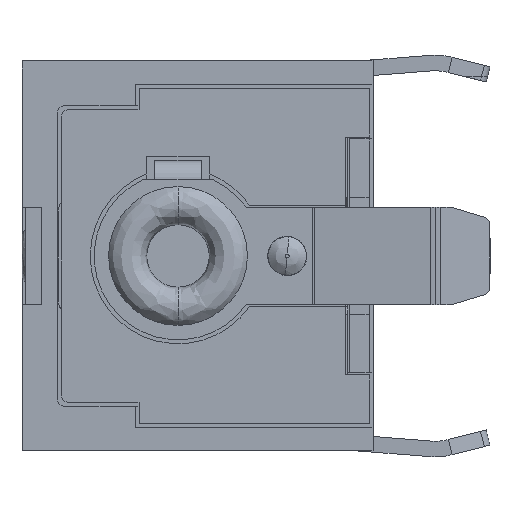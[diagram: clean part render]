
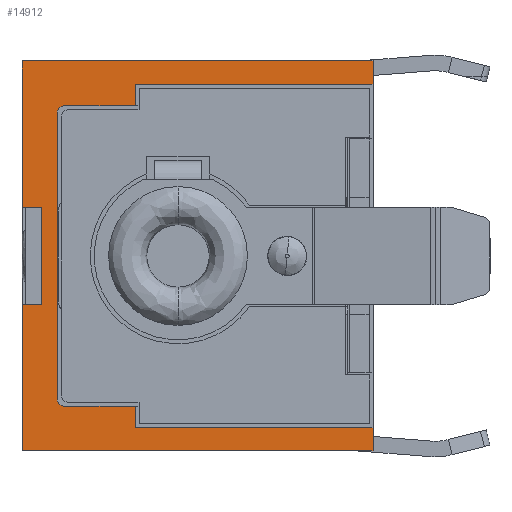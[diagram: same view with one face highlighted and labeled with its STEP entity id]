
A CAD part, left-side view. The second image highlights one B-rep face of the part: STEP entity #14912.
In plain terms, the highlighted planar face has unit normal (-1, 0, 0).
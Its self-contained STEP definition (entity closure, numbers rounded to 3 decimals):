
#339 = VERTEX_POINT ( 'NONE', #3353 ) ;
#470 = CARTESIAN_POINT ( 'NONE',  ( -1., 8.1, -3.65 ) ) ;
#531 = DIRECTION ( 'NONE',  ( 0., -1., 0. ) ) ;
#547 = DIRECTION ( 'NONE',  ( 0., 0., -1. ) ) ;
#724 = FACE_OUTER_BOUND ( 'NONE', #13186, .T. ) ;
#867 = CARTESIAN_POINT ( 'NONE',  ( -1., 0., 5.04 ) ) ;
#963 = VECTOR ( 'NONE', #5651, 1000. ) ;
#1050 = ORIENTED_EDGE ( 'NONE', *, *, #20684, .T. ) ;
#1180 = LINE ( 'NONE', #867, #963 ) ;
#1656 = VECTOR ( 'NONE', #15980, 1000. ) ;
#1908 = CARTESIAN_POINT ( 'NONE',  ( -1., -0.18, -1.25 ) ) ;
#2241 = EDGE_CURVE ( 'NONE', #8951, #19138, #14144, .T. ) ;
#2423 = AXIS2_PLACEMENT_3D ( 'NONE', #3694, #15202, #15001 ) ;
#2452 = LINE ( 'NONE', #4056, #9444 ) ;
#2660 = CARTESIAN_POINT ( 'NONE',  ( -1., 8.5, 4.264 ) ) ;
#2678 = DIRECTION ( 'NONE',  ( 0., 1., 0. ) ) ;
#2898 = ORIENTED_EDGE ( 'NONE', *, *, #9437, .F. ) ;
#2958 = DIRECTION ( 'NONE',  ( 0., -1., 0. ) ) ;
#3100 = VERTEX_POINT ( 'NONE', #8662 ) ;
#3236 = VECTOR ( 'NONE', #3995, 1000. ) ;
#3353 = CARTESIAN_POINT ( 'NONE',  ( -1., 0., 5. ) ) ;
#3407 = LINE ( 'NONE', #1908, #6834 ) ;
#3413 = CARTESIAN_POINT ( 'NONE',  ( -1., 9., -5. ) ) ;
#3440 = CARTESIAN_POINT ( 'NONE',  ( -1., 6.1, -4.4 ) ) ;
#3533 = LINE ( 'NONE', #8515, #12102 ) ;
#3569 = EDGE_CURVE ( 'NONE', #4408, #11269, #2452, .T. ) ;
#3694 = CARTESIAN_POINT ( 'NONE',  ( -1., 7.9, 3.65 ) ) ;
#3791 = CARTESIAN_POINT ( 'NONE',  ( -1., -0.18, 5. ) ) ;
#3792 = VECTOR ( 'NONE', #547, 1000. ) ;
#3870 = CARTESIAN_POINT ( 'NONE',  ( -1., 9., 1.25 ) ) ;
#3995 = DIRECTION ( 'NONE',  ( 0., -1., 0. ) ) ;
#4031 = CARTESIAN_POINT ( 'NONE',  ( -1., -0.18, 3.85 ) ) ;
#4056 = CARTESIAN_POINT ( 'NONE',  ( -1., -0.18, -4.4 ) ) ;
#4075 = VERTEX_POINT ( 'NONE', #19854 ) ;
#4143 = ORIENTED_EDGE ( 'NONE', *, *, #14603, .F. ) ;
#4408 = VERTEX_POINT ( 'NONE', #3440 ) ;
#4729 = ORIENTED_EDGE ( 'NONE', *, *, #7095, .F. ) ;
#4879 = VERTEX_POINT ( 'NONE', #8936 ) ;
#5339 = LINE ( 'NONE', #8731, #3792 ) ;
#5584 = CARTESIAN_POINT ( 'NONE',  ( -1., 8.1, 5.2 ) ) ;
#5651 = DIRECTION ( 'NONE',  ( 0., 0., 1. ) ) ;
#5659 = LINE ( 'NONE', #2660, #11472 ) ;
#5690 = CARTESIAN_POINT ( 'NONE',  ( -1., -0.18, -5. ) ) ;
#5797 = CARTESIAN_POINT ( 'NONE',  ( -1., 9., -1.25 ) ) ;
#5855 = VECTOR ( 'NONE', #14892, 1000. ) ;
#5999 = ORIENTED_EDGE ( 'NONE', *, *, #8289, .F. ) ;
#6067 = CARTESIAN_POINT ( 'NONE',  ( -1., 7.9, 3.85 ) ) ;
#6220 = EDGE_CURVE ( 'NONE', #7937, #10519, #5339, .T. ) ;
#6309 = EDGE_CURVE ( 'NONE', #18009, #9875, #8536, .T. ) ;
#6560 = EDGE_CURVE ( 'NONE', #19138, #4879, #3407, .T. ) ;
#6673 = EDGE_CURVE ( 'NONE', #3100, #8951, #7286, .T. ) ;
#6692 = CARTESIAN_POINT ( 'NONE',  ( -1., 6.1, 4.4 ) ) ;
#6817 = CARTESIAN_POINT ( 'NONE',  ( -1., 0., -4.4 ) ) ;
#6834 = VECTOR ( 'NONE', #8299, 1000. ) ;
#6875 = ORIENTED_EDGE ( 'NONE', *, *, #3569, .F. ) ;
#6923 = CARTESIAN_POINT ( 'NONE',  ( -1., 9.025, 1.25 ) ) ;
#7095 = EDGE_CURVE ( 'NONE', #14824, #7937, #18770, .T. ) ;
#7097 = ORIENTED_EDGE ( 'NONE', *, *, #6220, .F. ) ;
#7201 = PLANE ( 'NONE',  #14876 ) ;
#7286 = LINE ( 'NONE', #5690, #20826 ) ;
#7937 = VERTEX_POINT ( 'NONE', #6692 ) ;
#7991 = EDGE_CURVE ( 'NONE', #10519, #16635, #9249, .T. ) ;
#8042 = ORIENTED_EDGE ( 'NONE', *, *, #6560, .F. ) ;
#8245 = ORIENTED_EDGE ( 'NONE', *, *, #17637, .T. ) ;
#8289 = EDGE_CURVE ( 'NONE', #9875, #10958, #15107, .T. ) ;
#8299 = DIRECTION ( 'NONE',  ( 0., -1., 0. ) ) ;
#8378 = CARTESIAN_POINT ( 'NONE',  ( -1., 9., 5.2 ) ) ;
#8515 = CARTESIAN_POINT ( 'NONE',  ( -1., -0.18, -3.85 ) ) ;
#8536 = LINE ( 'NONE', #6923, #20441 ) ;
#8662 = CARTESIAN_POINT ( 'NONE',  ( -1., 0., -5. ) ) ;
#8731 = CARTESIAN_POINT ( 'NONE',  ( -1., 6.1, 5.2 ) ) ;
#8772 = CARTESIAN_POINT ( 'NONE',  ( -1., 6.1, 3.85 ) ) ;
#8809 = DIRECTION ( 'NONE',  ( 0., 0., 1. ) ) ;
#8813 = EDGE_CURVE ( 'NONE', #14824, #339, #1180, .T. ) ;
#8936 = CARTESIAN_POINT ( 'NONE',  ( -1., 8.5, -1.25 ) ) ;
#8951 = VERTEX_POINT ( 'NONE', #3413 ) ;
#9052 = EDGE_CURVE ( 'NONE', #4075, #10392, #3533, .T. ) ;
#9249 = LINE ( 'NONE', #4031, #18441 ) ;
#9437 = EDGE_CURVE ( 'NONE', #14481, #19422, #16991, .T. ) ;
#9444 = VECTOR ( 'NONE', #18535, 1000. ) ;
#9655 = CARTESIAN_POINT ( 'NONE',  ( -1., 6.1, -3.85 ) ) ;
#9875 = VERTEX_POINT ( 'NONE', #3870 ) ;
#9897 = EDGE_CURVE ( 'NONE', #4075, #19422, #11039, .T. ) ;
#10031 = AXIS2_PLACEMENT_3D ( 'NONE', #12679, #14265, #2958 ) ;
#10392 = VERTEX_POINT ( 'NONE', #9655 ) ;
#10427 = DIRECTION ( 'NONE',  ( 0., 1., 0. ) ) ;
#10519 = VERTEX_POINT ( 'NONE', #8772 ) ;
#10569 = DIRECTION ( 'NONE',  ( 0., 0., 1. ) ) ;
#10610 = EDGE_CURVE ( 'NONE', #10958, #339, #16684, .T. ) ;
#10687 = CARTESIAN_POINT ( 'NONE',  ( -1., -0.18, 4.4 ) ) ;
#10958 = VERTEX_POINT ( 'NONE', #17167 ) ;
#11039 = CIRCLE ( 'NONE', #10031, 0.2 ) ;
#11269 = VERTEX_POINT ( 'NONE', #6817 ) ;
#11293 = CARTESIAN_POINT ( 'NONE',  ( -1., 0., -2.96 ) ) ;
#11472 = VECTOR ( 'NONE', #10569, 1000. ) ;
#11592 = CARTESIAN_POINT ( 'NONE',  ( -1., 8.5, 1.25 ) ) ;
#12102 = VECTOR ( 'NONE', #531, 1000. ) ;
#12346 = VECTOR ( 'NONE', #2678, 1000. ) ;
#12537 = ORIENTED_EDGE ( 'NONE', *, *, #9897, .T. ) ;
#12679 = CARTESIAN_POINT ( 'NONE',  ( -1., 7.9, -3.65 ) ) ;
#13151 = ORIENTED_EDGE ( 'NONE', *, *, #7991, .F. ) ;
#13186 = EDGE_LOOP ( 'NONE', ( #14686, #8042, #20660, #16177, #8245, #6875, #4143, #19117, #12537, #2898, #1050, #13151, #7097, #4729, #17453, #17067, #5999, #16983 ) ) ;
#13256 = DIRECTION ( 'NONE',  ( 0., 0., -1. ) ) ;
#14139 = VECTOR ( 'NONE', #18474, 1000. ) ;
#14144 = LINE ( 'NONE', #18916, #19711 ) ;
#14265 = DIRECTION ( 'NONE',  ( 1., 0., 0. ) ) ;
#14480 = LINE ( 'NONE', #20638, #16403 ) ;
#14481 = VERTEX_POINT ( 'NONE', #18831 ) ;
#14603 = EDGE_CURVE ( 'NONE', #10392, #4408, #14480, .T. ) ;
#14686 = ORIENTED_EDGE ( 'NONE', *, *, #15220, .F. ) ;
#14824 = VERTEX_POINT ( 'NONE', #15424 ) ;
#14876 = AXIS2_PLACEMENT_3D ( 'NONE', #16457, #19528, #13256 ) ;
#14892 = DIRECTION ( 'NONE',  ( 0., 0., 1. ) ) ;
#14912 = ADVANCED_FACE ( 'NONE', ( #724 ), #7201, .F. ) ;
#15001 = DIRECTION ( 'NONE',  ( 0., 0., 1. ) ) ;
#15107 = LINE ( 'NONE', #8378, #5855 ) ;
#15202 = DIRECTION ( 'NONE',  ( 1., 0., 0. ) ) ;
#15220 = EDGE_CURVE ( 'NONE', #4879, #18009, #5659, .T. ) ;
#15424 = CARTESIAN_POINT ( 'NONE',  ( -1., 0., 4.4 ) ) ;
#15980 = DIRECTION ( 'NONE',  ( 0., 0., 1. ) ) ;
#16097 = LINE ( 'NONE', #11293, #1656 ) ;
#16177 = ORIENTED_EDGE ( 'NONE', *, *, #6673, .F. ) ;
#16403 = VECTOR ( 'NONE', #20955, 1000. ) ;
#16444 = DIRECTION ( 'NONE',  ( 0., 1., 0. ) ) ;
#16457 = CARTESIAN_POINT ( 'NONE',  ( -1., -0.18, 5.2 ) ) ;
#16635 = VERTEX_POINT ( 'NONE', #6067 ) ;
#16684 = LINE ( 'NONE', #3791, #3236 ) ;
#16983 = ORIENTED_EDGE ( 'NONE', *, *, #6309, .F. ) ;
#16991 = LINE ( 'NONE', #5584, #14139 ) ;
#17067 = ORIENTED_EDGE ( 'NONE', *, *, #10610, .F. ) ;
#17167 = CARTESIAN_POINT ( 'NONE',  ( -1., 9., 5. ) ) ;
#17453 = ORIENTED_EDGE ( 'NONE', *, *, #8813, .T. ) ;
#17637 = EDGE_CURVE ( 'NONE', #3100, #11269, #16097, .T. ) ;
#18009 = VERTEX_POINT ( 'NONE', #11592 ) ;
#18304 = DIRECTION ( 'NONE',  ( 0., 1., 0. ) ) ;
#18441 = VECTOR ( 'NONE', #10427, 1000. ) ;
#18474 = DIRECTION ( 'NONE',  ( 0., 0., -1. ) ) ;
#18535 = DIRECTION ( 'NONE',  ( 0., -1., 0. ) ) ;
#18770 = LINE ( 'NONE', #10687, #12346 ) ;
#18831 = CARTESIAN_POINT ( 'NONE',  ( -1., 8.1, 3.65 ) ) ;
#18916 = CARTESIAN_POINT ( 'NONE',  ( -1., 9., 5.2 ) ) ;
#19117 = ORIENTED_EDGE ( 'NONE', *, *, #9052, .F. ) ;
#19138 = VERTEX_POINT ( 'NONE', #5797 ) ;
#19422 = VERTEX_POINT ( 'NONE', #470 ) ;
#19528 = DIRECTION ( 'NONE',  ( 1., 0., 0. ) ) ;
#19711 = VECTOR ( 'NONE', #8809, 1000. ) ;
#19777 = CIRCLE ( 'NONE', #2423, 0.2 ) ;
#19854 = CARTESIAN_POINT ( 'NONE',  ( -1., 7.9, -3.85 ) ) ;
#20441 = VECTOR ( 'NONE', #16444, 1000. ) ;
#20638 = CARTESIAN_POINT ( 'NONE',  ( -1., 6.1, 5.2 ) ) ;
#20660 = ORIENTED_EDGE ( 'NONE', *, *, #2241, .F. ) ;
#20684 = EDGE_CURVE ( 'NONE', #14481, #16635, #19777, .T. ) ;
#20826 = VECTOR ( 'NONE', #18304, 1000. ) ;
#20955 = DIRECTION ( 'NONE',  ( 0., 0., -1. ) ) ;
